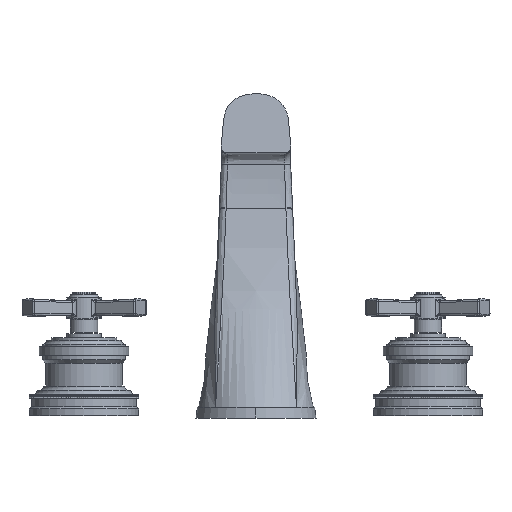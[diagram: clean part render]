
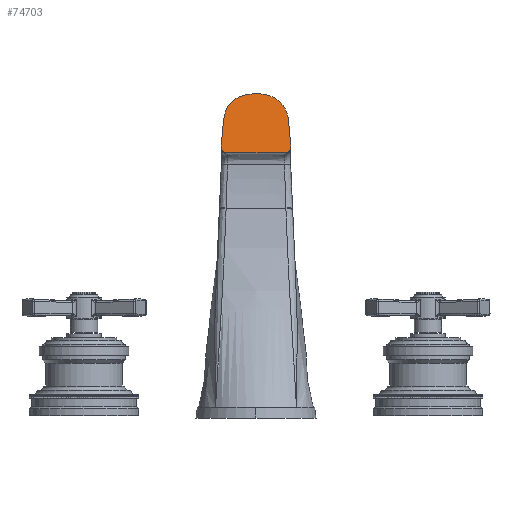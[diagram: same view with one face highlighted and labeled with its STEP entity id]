
A CAD part, front view. The second image highlights one B-rep face of the part: STEP entity #74703.
In plain terms, the highlighted planar face has unit normal (0, -0.985, 0.174).
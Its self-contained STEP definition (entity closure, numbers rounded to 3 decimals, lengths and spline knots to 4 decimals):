
#71795=CARTESIAN_POINT('',(0.7979,-5.6277,
6.1463));
#71796=CARTESIAN_POINT('',(0.792,-5.6157,
6.2142));
#71797=CARTESIAN_POINT('',(0.78,-5.5927,
6.3448));
#71798=CARTESIAN_POINT('',(0.7637,-5.5613,
6.523));
#71799=CARTESIAN_POINT('',(0.7542,-5.5414,
6.6354));
#71800=CARTESIAN_POINT('',(0.75,-5.5319,6.6896));
#71890=CARTESIAN_POINT('',(-0.7979,-5.6277,
6.1463));
#71891=CARTESIAN_POINT('',(-0.792,-5.6157,
6.2142));
#71892=CARTESIAN_POINT('',(-0.78,-5.5927,6.3448));
#71893=CARTESIAN_POINT('',(-0.7637,-5.5613,
6.523));
#71894=CARTESIAN_POINT('',(-0.7542,-5.5414,
6.6354));
#71895=CARTESIAN_POINT('',(-0.75,-5.5319,6.6896));
#72478=CARTESIAN_POINT('',(0.7979,-5.6277,
6.1463));
#72496=CARTESIAN_POINT('',(0.6729,-5.6513,
6.0126));
#72501=CARTESIAN_POINT('',(0.6729,-5.6513,
6.0126));
#72502=CARTESIAN_POINT('',(0.6793,-5.6513,
6.0126));
#72503=CARTESIAN_POINT('',(0.6919,-5.6511,
6.0135));
#72504=CARTESIAN_POINT('',(0.7104,-5.6504,
6.0177));
#72505=CARTESIAN_POINT('',(0.7281,-5.6492,
6.0246));
#72506=CARTESIAN_POINT('',(0.7444,-5.6475,
6.0339));
#72507=CARTESIAN_POINT('',(0.7592,-5.6454,
6.0457));
#72508=CARTESIAN_POINT('',(0.772,-5.643,
6.0593));
#72509=CARTESIAN_POINT('',(0.7825,-5.6403,
6.0748));
#72510=CARTESIAN_POINT('',(0.7906,-5.6373,
6.0916));
#72511=CARTESIAN_POINT('',(0.796,-5.6342,
6.1094));
#72512=CARTESIAN_POINT('',(0.7986,-5.631,
6.1277));
#72513=CARTESIAN_POINT('',(0.7985,-5.6288,
6.1401));
#72514=CARTESIAN_POINT('',(0.7979,-5.6277,
6.1463));
#72519=DIRECTION('',(-1.,0.,0.));
#72520=VECTOR('',#72519,1.3458);
#72521=CARTESIAN_POINT('',(0.6729,-5.6513,
6.0126));
#72522=LINE('',#72521,#72520);
#72526=CARTESIAN_POINT('',(-0.75,-5.5319,6.6896));
#72527=CARTESIAN_POINT('',(-0.7481,-5.5258,
6.7242));
#72528=CARTESIAN_POINT('',(-0.7413,-5.5143,
6.7892));
#72529=CARTESIAN_POINT('',(-0.7245,-5.4995,
6.8733));
#72530=CARTESIAN_POINT('',(-0.702,-5.4865,
6.947));
#72531=CARTESIAN_POINT('',(-0.6748,-5.4751,
7.0115));
#72532=CARTESIAN_POINT('',(-0.6431,-5.465,
7.0691));
#72533=CARTESIAN_POINT('',(-0.6072,-5.4559,
7.1203));
#72534=CARTESIAN_POINT('',(-0.5668,-5.4478,
7.1666));
#72535=CARTESIAN_POINT('',(-0.5218,-5.4405,
7.2079));
#72536=CARTESIAN_POINT('',(-0.4712,-5.4339,
7.2453));
#72537=CARTESIAN_POINT('',(-0.4146,-5.4281,
7.2785));
#72538=CARTESIAN_POINT('',(-0.3505,-5.4229,
7.3076));
#72539=CARTESIAN_POINT('',(-0.2789,-5.4187,
7.3318));
#72540=CARTESIAN_POINT('',(-0.1977,-5.4153,
7.3509));
#72541=CARTESIAN_POINT('',(-0.1032,-5.413,
7.3638));
#72542=CARTESIAN_POINT('',(0.,-5.4122,
7.3682));
#72543=CARTESIAN_POINT('',(0.1032,-5.413,
7.3638));
#72544=CARTESIAN_POINT('',(0.1977,-5.4153,
7.3509));
#72545=CARTESIAN_POINT('',(0.2789,-5.4187,
7.3318));
#72546=CARTESIAN_POINT('',(0.3505,-5.4229,
7.3076));
#72547=CARTESIAN_POINT('',(0.4146,-5.4281,
7.2785));
#72548=CARTESIAN_POINT('',(0.4712,-5.4339,
7.2453));
#72549=CARTESIAN_POINT('',(0.5218,-5.4405,
7.2079));
#72550=CARTESIAN_POINT('',(0.5668,-5.4478,
7.1666));
#72551=CARTESIAN_POINT('',(0.6072,-5.4559,
7.1203));
#72552=CARTESIAN_POINT('',(0.6431,-5.465,
7.0691));
#72553=CARTESIAN_POINT('',(0.6748,-5.4751,
7.0116));
#72554=CARTESIAN_POINT('',(0.702,-5.4865,
6.947));
#72555=CARTESIAN_POINT('',(0.7245,-5.4995,
6.8733));
#72556=CARTESIAN_POINT('',(0.7413,-5.5143,
6.7892));
#72557=CARTESIAN_POINT('',(0.7481,-5.5258,
6.7242));
#72558=CARTESIAN_POINT('',(0.75,-5.5319,6.6896));
#72568=CARTESIAN_POINT('',(-0.6729,-5.6513,
6.0126));
#72586=CARTESIAN_POINT('',(-0.7979,-5.6277,
6.1463));
#72591=CARTESIAN_POINT('',(-0.7979,-5.6277,
6.1463));
#72592=CARTESIAN_POINT('',(-0.7985,-5.6288,
6.1401));
#72593=CARTESIAN_POINT('',(-0.7986,-5.631,
6.1277));
#72594=CARTESIAN_POINT('',(-0.796,-5.6342,
6.1094));
#72595=CARTESIAN_POINT('',(-0.7906,-5.6373,
6.0916));
#72596=CARTESIAN_POINT('',(-0.7825,-5.6403,
6.0748));
#72597=CARTESIAN_POINT('',(-0.772,-5.643,
6.0593));
#72598=CARTESIAN_POINT('',(-0.7592,-5.6454,
6.0457));
#72599=CARTESIAN_POINT('',(-0.7444,-5.6475,
6.0339));
#72600=CARTESIAN_POINT('',(-0.7281,-5.6492,
6.0246));
#72601=CARTESIAN_POINT('',(-0.7104,-5.6504,
6.0177));
#72602=CARTESIAN_POINT('',(-0.6919,-5.6511,
6.0135));
#72603=CARTESIAN_POINT('',(-0.6793,-5.6513,
6.0126));
#72604=CARTESIAN_POINT('',(-0.6729,-5.6513,
6.0126));
#72715=VERTEX_POINT('',#72526);
#72716=VERTEX_POINT('',#72558);
#72735=VERTEX_POINT('',#72568);
#72736=VERTEX_POINT('',#72586);
#72751=VERTEX_POINT('',#72478);
#72752=VERTEX_POINT('',#72496);
#74688=CARTESIAN_POINT('',(0.7623,-5.6513,
6.0126));
#74689=DIRECTION('',(0.,-0.985,0.174));
#74690=DIRECTION('',(0.,0.174,0.985));
#74691=AXIS2_PLACEMENT_3D('',#74688,#74689,#74690);
#74692=PLANE('',#74691);
#74693=ORIENTED_EDGE('',*,*,#74683,.F.);
#74694=ORIENTED_EDGE('',*,*,#74599,.T.);
#74696=ORIENTED_EDGE('',*,*,#74695,.F.);
#74697=ORIENTED_EDGE('',*,*,#73519,.T.);
#74699=ORIENTED_EDGE('',*,*,#74698,.T.);
#74700=ORIENTED_EDGE('',*,*,#73291,.F.);
#74701=EDGE_LOOP('',(#74693,#74694,#74696,#74697,#74699,#74700));
#74702=FACE_OUTER_BOUND('',#74701,.F.);
#71801=B_SPLINE_CURVE_WITH_KNOTS('',3,(#71795,#71796,#71797,#71798,#71799,
#71800),.UNSPECIFIED.,.F.,.F.,(4,1,1,4),(0.,0.3333,
0.6667,1.),.UNSPECIFIED.);
#71896=B_SPLINE_CURVE_WITH_KNOTS('',3,(#71890,#71891,#71892,#71893,#71894,
#71895),.UNSPECIFIED.,.F.,.F.,(4,1,1,4),(0.,0.3333,
0.6667,1.),.UNSPECIFIED.);
#72515=B_SPLINE_CURVE_WITH_KNOTS('',3,(#72501,#72502,#72503,#72504,#72505,
#72506,#72507,#72508,#72509,#72510,#72511,#72512,#72513,#72514),.UNSPECIFIED.,
.F.,.F.,(4,1,1,1,1,1,1,1,1,1,1,4),(0.,0.0909,0.1818,
0.2727,0.3636,0.4545,0.5455,
0.6364,0.7273,0.8182,0.9091,1.),
.UNSPECIFIED.);
#72559=B_SPLINE_CURVE_WITH_KNOTS('',3,(#72526,#72527,#72528,#72529,#72530,
#72531,#72532,#72533,#72534,#72535,#72536,#72537,#72538,#72539,#72540,#72541,
#72542,#72543,#72544,#72545,#72546,#72547,#72548,#72549,#72550,#72551,#72552,
#72553,#72554,#72555,#72556,#72557,#72558),.UNSPECIFIED.,.F.,.F.,(4,1,1,1,1,1,1,
1,1,1,1,1,1,1,1,1,1,1,1,1,1,1,1,1,1,1,1,1,1,1,4),(0.,0.0333,
0.0667,0.1,0.1333,0.1667,0.2,
0.2333,0.2667,0.3,0.3333,0.3667,
0.4,0.4333,0.4667,0.5,0.5333,
0.5667,0.6,0.6333,0.6667,0.7,
0.7333,0.7667,0.8,0.8333,0.8667,
0.9,0.9333,0.9667,1.),.UNSPECIFIED.);
#72605=B_SPLINE_CURVE_WITH_KNOTS('',3,(#72591,#72592,#72593,#72594,#72595,
#72596,#72597,#72598,#72599,#72600,#72601,#72602,#72603,#72604),.UNSPECIFIED.,
.F.,.F.,(4,1,1,1,1,1,1,1,1,1,1,4),(0.,0.0909,0.1818,
0.2727,0.3636,0.4545,0.5455,
0.6364,0.7273,0.8182,0.9091,1.),
.UNSPECIFIED.);
#73291=EDGE_CURVE('',#72751,#72716,#71801,.T.);
#73519=EDGE_CURVE('',#72736,#72715,#71896,.T.);
#74599=EDGE_CURVE('',#72752,#72735,#72522,.T.);
#74683=EDGE_CURVE('',#72752,#72751,#72515,.T.);
#74695=EDGE_CURVE('',#72736,#72735,#72605,.T.);
#74698=EDGE_CURVE('',#72715,#72716,#72559,.T.);
#74703=ADVANCED_FACE('',(#74702),#74692,.T.);
